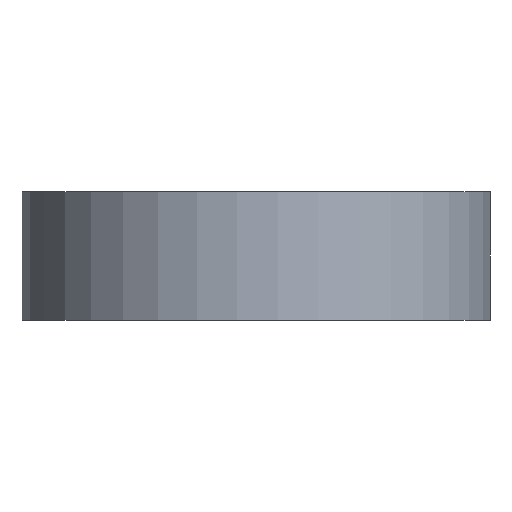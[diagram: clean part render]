
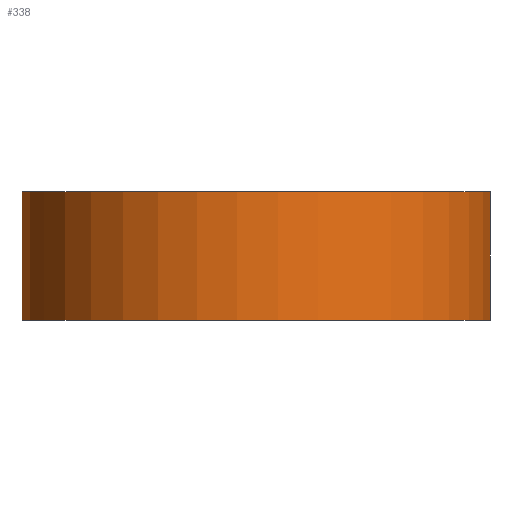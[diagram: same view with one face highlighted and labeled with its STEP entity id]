
A CAD part, front view. The second image highlights one B-rep face of the part: STEP entity #338.
In plain terms, the highlighted cylindrical face has radius 5.5 mm (diameter 11 mm), a partial arc.
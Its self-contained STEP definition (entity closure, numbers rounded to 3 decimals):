
#22=CYLINDRICAL_SURFACE('',#387,5.5);
#52=FACE_OUTER_BOUND('',#73,.T.);
#73=EDGE_LOOP('',(#299,#300,#301,#302));
#104=LINE('',#580,#132);
#105=LINE('',#584,#133);
#132=VECTOR('',#482,10.);
#133=VECTOR('',#487,10.);
#137=CIRCLE('',#359,5.5);
#152=CIRCLE('',#388,5.5);
#156=VERTEX_POINT('',#502);
#157=VERTEX_POINT('',#504);
#181=VERTEX_POINT('',#578);
#182=VERTEX_POINT('',#582);
#187=EDGE_CURVE('',#156,#157,#137,.T.);
#225=EDGE_CURVE('',#181,#157,#104,.T.);
#226=EDGE_CURVE('',#182,#181,#152,.T.);
#227=EDGE_CURVE('',#182,#156,#105,.T.);
#299=ORIENTED_EDGE('',*,*,#226,.T.);
#300=ORIENTED_EDGE('',*,*,#225,.T.);
#301=ORIENTED_EDGE('',*,*,#187,.F.);
#302=ORIENTED_EDGE('',*,*,#227,.F.);
#338=ADVANCED_FACE('',(#52),#22,.T.);
#359=AXIS2_PLACEMENT_3D('',#505,#403,#404);
#387=AXIS2_PLACEMENT_3D('',#581,#483,#484);
#388=AXIS2_PLACEMENT_3D('',#583,#485,#486);
#403=DIRECTION('center_axis',(0.,0.,-1.));
#404=DIRECTION('ref_axis',(1.,0.,0.));
#482=DIRECTION('',(0.,0.,-1.));
#483=DIRECTION('center_axis',(0.,0.,-1.));
#484=DIRECTION('ref_axis',(0.006,-1.,0.));
#485=DIRECTION('center_axis',(0.,0.,-1.));
#486=DIRECTION('ref_axis',(1.,0.,0.));
#487=DIRECTION('',(0.,0.,-1.));
#502=CARTESIAN_POINT('',(5.,-6.403,-35.75));
#504=CARTESIAN_POINT('',(-5.,-6.46,-35.75));
#505=CARTESIAN_POINT('Origin',(0.013,-8.722,-35.75));
#578=CARTESIAN_POINT('',(-5.,-6.46,-32.75));
#580=CARTESIAN_POINT('',(-5.,-6.46,-32.75));
#581=CARTESIAN_POINT('Origin',(0.013,-8.722,-32.75));
#582=CARTESIAN_POINT('',(5.,-6.403,-32.75));
#583=CARTESIAN_POINT('Origin',(0.013,-8.722,-32.75));
#584=CARTESIAN_POINT('',(5.,-6.403,-32.75));
